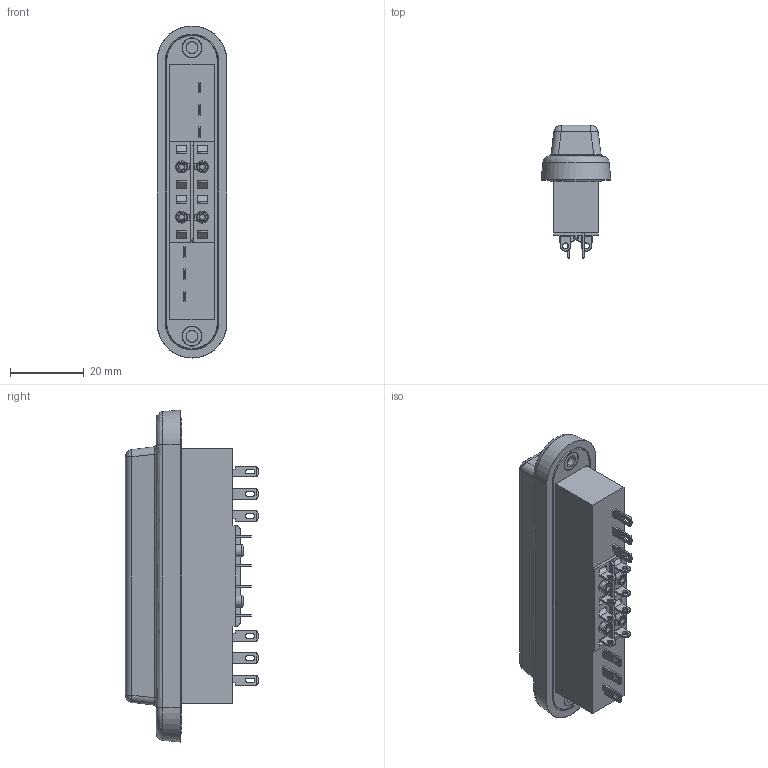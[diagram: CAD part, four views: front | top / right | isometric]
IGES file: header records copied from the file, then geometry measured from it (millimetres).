
Start section: SolidWorks IGES file using analytic representation for surfaces
Global section: file name: OUTSIDE-HE2B-M222P仸.IGS; native system: SolidWorks 2010; preprocessor: SolidWorks 2010; author: 2606; date: 110721.110753; units: millimetre
Bounding box: 18.8 x 36 x 89.8 mm (x, y, z)
Surface area: 18774 mm2 (no closed solid volume)
Topology: 0 solids, 0 shells, 495 faces, 4562 edges, 4558 vertices
Faces by surface type: bspline 343, revolution 152
